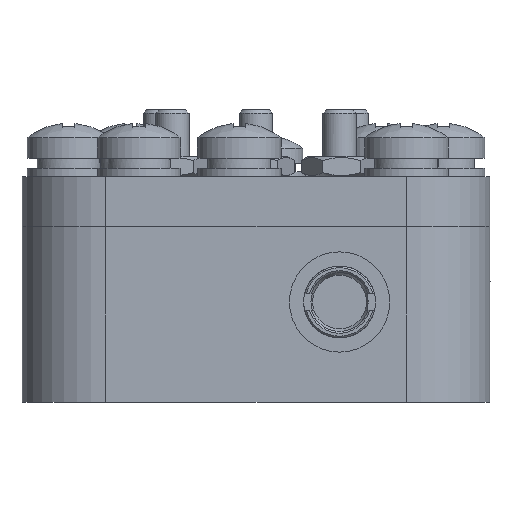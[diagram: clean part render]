
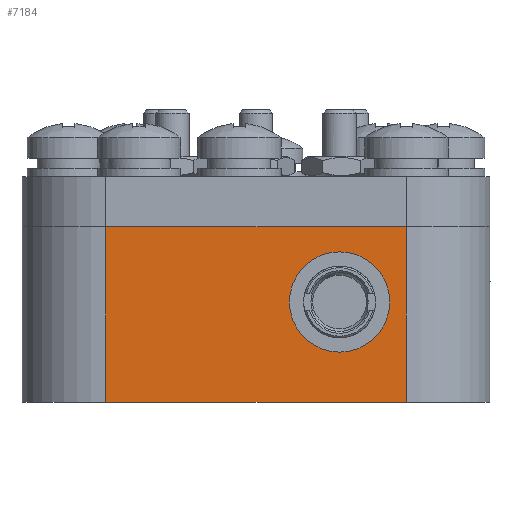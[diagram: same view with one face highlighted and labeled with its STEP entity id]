
A CAD part, left-side view. The second image highlights one B-rep face of the part: STEP entity #7184.
In plain terms, the highlighted planar face has unit normal (-1, 0, 0).
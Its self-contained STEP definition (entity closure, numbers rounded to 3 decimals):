
#7184=ADVANCED_FACE('',(#20980,#20982),#20984,.F.);
#20980=FACE_BOUND('',#20981,.T.);
#20981=EDGE_LOOP('',(#34497,#34498,#34499,#34500));
#20982=FACE_BOUND('',#20983,.T.);
#20983=EDGE_LOOP('',(#34501));
#20984=PLANE('',#20985);
#20985=AXIS2_PLACEMENT_3D('',#20986,#20987,#20988);
#20986=CARTESIAN_POINT('',(-24.,0.,10.5));
#20987=DIRECTION('',(1.,0.,-0.));
#20988=DIRECTION('',(-0.,0.,-1.));
#34497=ORIENTED_EDGE('',*,*,#40838,.F.);
#34498=ORIENTED_EDGE('',*,*,#40839,.T.);
#34499=ORIENTED_EDGE('',*,*,#40840,.T.);
#34500=ORIENTED_EDGE('',*,*,#40841,.T.);
#34501=ORIENTED_EDGE('',*,*,#40508,.T.);
#40508=EDGE_CURVE('',#45389,#45389,#45390,.T.);
#40838=EDGE_CURVE('',#46047,#46048,#46049,.T.);
#40839=EDGE_CURVE('',#46047,#46050,#46051,.T.);
#40840=EDGE_CURVE('',#46050,#46052,#46053,.T.);
#40841=EDGE_CURVE('',#46052,#46048,#46054,.T.);
#45389=VERTEX_POINT('',#67812);
#45390=CIRCLE('',#67813,3.);
#46047=VERTEX_POINT('',#74002);
#46048=VERTEX_POINT('',#74003);
#46049=LINE('',#74004,#74005);
#46050=VERTEX_POINT('',#74007);
#46051=LINE('',#74008,#74009);
#46052=VERTEX_POINT('',#74011);
#46053=LINE('',#74012,#74013);
#46054=LINE('',#74015,#74016);
#67812=CARTESIAN_POINT('',(-24.,-5.,3.));
#67813=AXIS2_PLACEMENT_3D('',#67814,#67815,#67816);
#67814=CARTESIAN_POINT('',(-24.,-5.,6.));
#67815=DIRECTION('',(1.,0.,-0.));
#67816=DIRECTION('',(0.,0.,-1.));
#74002=CARTESIAN_POINT('',(-24.,9.,10.5));
#74003=CARTESIAN_POINT('',(-24.,-9.,10.5));
#74004=CARTESIAN_POINT('',(-24.,9.,10.5));
#74005=VECTOR('',#74006,1.);
#74006=DIRECTION('',(0.,-1.,0.));
#74007=CARTESIAN_POINT('',(-24.,9.,0.));
#74008=CARTESIAN_POINT('',(-24.,9.,10.5));
#74009=VECTOR('',#74010,1.);
#74010=DIRECTION('',(0.,0.,-1.));
#74011=CARTESIAN_POINT('',(-24.,-9.,0.));
#74012=CARTESIAN_POINT('',(-24.,9.,0.));
#74013=VECTOR('',#74014,1.);
#74014=DIRECTION('',(0.,-1.,0.));
#74015=CARTESIAN_POINT('',(-24.,-9.,0.));
#74016=VECTOR('',#74017,1.);
#74017=DIRECTION('',(0.,0.,1.));
